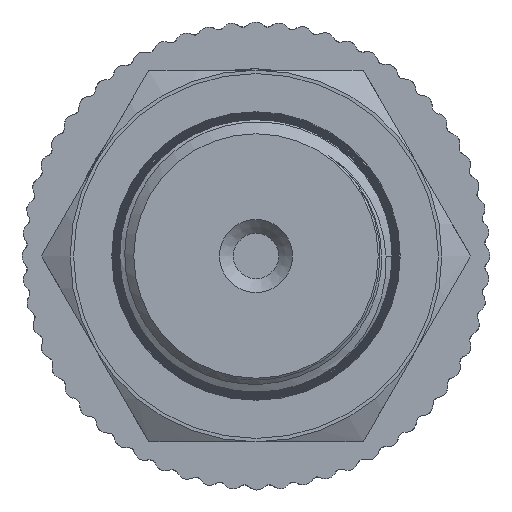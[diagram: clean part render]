
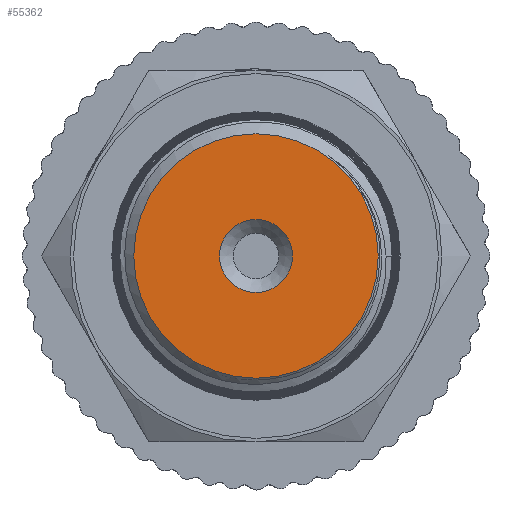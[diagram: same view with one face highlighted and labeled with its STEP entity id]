
A CAD part, left-side view. The second image highlights one B-rep face of the part: STEP entity #55362.
In plain terms, the highlighted planar face has unit normal (-1, 0, 0).
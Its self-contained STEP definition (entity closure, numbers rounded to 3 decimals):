
#5053=PLANE('',#58741);
#7198=FACE_BOUND('',#12039,.T.);
#8522=FACE_OUTER_BOUND('',#12038,.T.);
#12038=EDGE_LOOP('',(#38744));
#12039=EDGE_LOOP('',(#38745));
#15649=CIRCLE('',#58695,8.878);
#15667=CIRCLE('',#58740,2.65);
#22940=VERTEX_POINT('',#94216);
#22972=VERTEX_POINT('',#95506);
#28989=EDGE_CURVE('',#22940,#22940,#15649,.T.);
#29049=EDGE_CURVE('',#22972,#22972,#15667,.T.);
#38744=ORIENTED_EDGE('',*,*,#28989,.T.);
#38745=ORIENTED_EDGE('',*,*,#29049,.T.);
#55362=ADVANCED_FACE('',(#8522,#7198),#5053,.T.);
#58695=AXIS2_PLACEMENT_3D('',#94217,#66740,#66741);
#58740=AXIS2_PLACEMENT_3D('',#95508,#66841,#66842);
#58741=AXIS2_PLACEMENT_3D('',#95509,#66843,#66844);
#66740=DIRECTION('center_axis',(-1.,0.,0.));
#66741=DIRECTION('ref_axis',(0.,1.,0.));
#66841=DIRECTION('center_axis',(1.,0.,0.));
#66842=DIRECTION('ref_axis',(0.,0.,-1.));
#66843=DIRECTION('center_axis',(-1.,0.,0.));
#66844=DIRECTION('ref_axis',(0.,0.,1.));
#94216=CARTESIAN_POINT('',(-68.,-8.878,0.));
#94217=CARTESIAN_POINT('Origin',(-68.,0.,0.));
#95506=CARTESIAN_POINT('',(-68.,-2.65,0.));
#95508=CARTESIAN_POINT('Origin',(-68.,0.,0.));
#95509=CARTESIAN_POINT('Origin',(-68.,9.853,0.));
